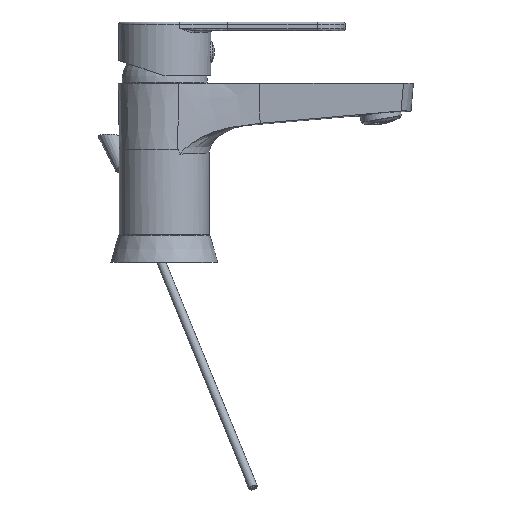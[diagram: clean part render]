
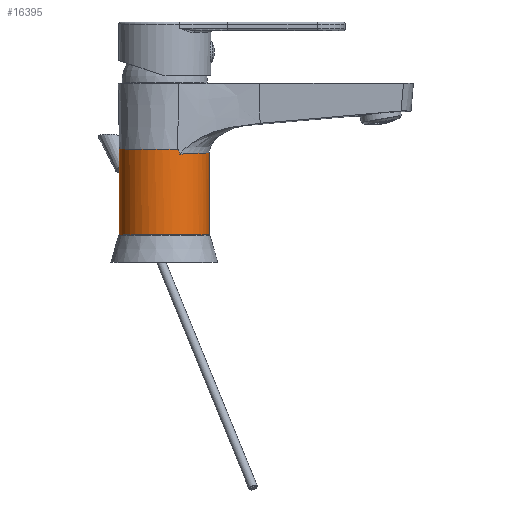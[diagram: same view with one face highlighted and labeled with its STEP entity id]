
A CAD part, top view. The second image highlights one B-rep face of the part: STEP entity #16395.
In plain terms, the highlighted cylindrical face has radius 21 mm (diameter 42 mm), a partial arc.
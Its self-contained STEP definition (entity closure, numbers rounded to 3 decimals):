
#288 = CARTESIAN_POINT ( 'NONE',  ( 6.816, 38.961, 19.863 ) ) ;
#2627 = AXIS2_PLACEMENT_3D ( 'NONE', #61077, #3792, #62196 ) ;
#3792 = DIRECTION ( 'NONE',  ( 0., -1., 0. ) ) ;
#3919 = CARTESIAN_POINT ( 'NONE',  ( 19.707, 37.948, 7.333 ) ) ;
#4552 = DIRECTION ( 'NONE',  ( 0., -1., 0. ) ) ;
#4598 = CARTESIAN_POINT ( 'NONE',  ( 21., -0.182, 0. ) ) ;
#4663 = CARTESIAN_POINT ( 'NONE',  ( 17.817, 37.892, 11.129 ) ) ;
#4821 = CARTESIAN_POINT ( 'NONE',  ( 6.511, 39.537, 19.965 ) ) ;
#5019 = CARTESIAN_POINT ( 'NONE',  ( 15.566, 37.826, 14.106 ) ) ;
#5412 = CARTESIAN_POINT ( 'NONE',  ( 13.258, 37.721, 16.295 ) ) ;
#5711 = AXIS2_PLACEMENT_3D ( 'NONE', #15377, #10482, #16114 ) ;
#7484 = CARTESIAN_POINT ( 'NONE',  ( 6.154, 39.755, 20.078 ) ) ;
#10482 = DIRECTION ( 'NONE',  ( 0., -1., 0. ) ) ;
#10492 = CARTESIAN_POINT ( 'NONE',  ( 6.154, 39.755, 20.078 ) ) ;
#10686 = CARTESIAN_POINT ( 'NONE',  ( 18.358, 37.91, 10.212 ) ) ;
#11045 = CARTESIAN_POINT ( 'NONE',  ( 20.574, 37.966, 4.243 ) ) ;
#12068 = ORIENTED_EDGE ( 'NONE', *, *, #37018, .T. ) ;
#13600 = ORIENTED_EDGE ( 'NONE', *, *, #57208, .T. ) ;
#15377 = CARTESIAN_POINT ( 'NONE',  ( 0., -0.182, 0. ) ) ;
#15467 = CARTESIAN_POINT ( 'NONE',  ( 21., 0., 0. ) ) ;
#15723 = VERTEX_POINT ( 'NONE', #24446 ) ;
#15946 = CARTESIAN_POINT ( 'NONE',  ( 14.456, 37.768, 15.242 ) ) ;
#16114 = DIRECTION ( 'NONE',  ( 0., 0., 1. ) ) ;
#16124 = CARTESIAN_POINT ( 'NONE',  ( 6.572, 39.445, 19.945 ) ) ;
#16395 = ADVANCED_FACE ( 'NONE', ( #49369 ), #55398, .T. ) ;
#16681 = CARTESIAN_POINT ( 'NONE',  ( 21., 37.974, 0. ) ) ;
#19647 = VECTOR ( 'NONE', #4552, 1000. ) ;
#20876 = CARTESIAN_POINT ( 'NONE',  ( 9.22, 37.536, 18.875 ) ) ;
#21259 = CARTESIAN_POINT ( 'NONE',  ( 16.913, 37.871, 12.46 ) ) ;
#22163 = CARTESIAN_POINT ( 'NONE',  ( 7.15, 37.923, 19.746 ) ) ;
#22372 = CARTESIAN_POINT ( 'NONE',  ( 16.591, 37.864, 12.886 ) ) ;
#22683 = VERTEX_POINT ( 'NONE', #62796 ) ;
#23281 = CARTESIAN_POINT ( 'NONE',  ( 7.038, 38.348, 19.786 ) ) ;
#24093 = DIRECTION ( 'NONE',  ( 0., -1., 0. ) ) ;
#24446 = CARTESIAN_POINT ( 'NONE',  ( -21., -0.182, 0. ) ) ;
#26898 = CARTESIAN_POINT ( 'NONE',  ( 20.675, 37.967, 3.719 ) ) ;
#27793 = CARTESIAN_POINT ( 'NONE',  ( 6.208, 39.755, 20.062 ) ) ;
#28006 = CARTESIAN_POINT ( 'NONE',  ( 20.898, 37.961, 2.136 ) ) ;
#28389 = CARTESIAN_POINT ( 'NONE',  ( 20.331, 37.957, 5.286 ) ) ;
#30690 = CARTESIAN_POINT ( 'NONE',  ( 10.625, 37.603, 18.122 ) ) ;
#30998 = EDGE_CURVE ( 'NONE', #22683, #66200, #68544, .T. ) ;
#32178 = CARTESIAN_POINT ( 'NONE',  ( 7.253, 37.498, 19.708 ) ) ;
#32532 = CARTESIAN_POINT ( 'NONE',  ( 14.836, 37.789, 14.872 ) ) ;
#33297 = CARTESIAN_POINT ( 'NONE',  ( 21., 37.973, 0.537 ) ) ;
#33463 = CARTESIAN_POINT ( 'NONE',  ( 6.397, 39.653, 20.002 ) ) ;
#33815 = CARTESIAN_POINT ( 'NONE',  ( 7.253, 37.498, 19.708 ) ) ;
#37018 = EDGE_CURVE ( 'NONE', #40768, #15723, #50980, .T. ) ;
#38156 = ORIENTED_EDGE ( 'NONE', *, *, #30998, .F. ) ;
#38561 = CARTESIAN_POINT ( 'NONE',  ( 11.972, 37.656, 17.261 ) ) ;
#38624 = ORIENTED_EDGE ( 'NONE', *, *, #67938, .F. ) ;
#39703 = B_SPLINE_CURVE_WITH_KNOTS ( 'NONE', 3,
 ( #32178, #49491, #72471, #20876, #43869, #30690, #48009, #38561, #62306, #5412, #50600, #15946, #32532, #5019, #56629, #22372, #21259, #61932, #4663, #10686, #61542, #50991, #3919, #73570, #28389, #11045, #26898, #51372, #28006, #56277, #33297, #16681 ),
 .UNSPECIFIED., .F., .F.,
 ( 4, 2, 2, 2, 2, 2, 2, 2, 2, 2, 2, 2, 2, 2, 2, 4 ),
 ( 0., 0.002, 0.003, 0.005, 0.006, 0.008, 0.01, 0.011, 0.013, 0.014, 0.016, 0.019, 0.021, 0.022, 0.024, 0.026 ),
 .UNSPECIFIED. ) ;
#39850 = CARTESIAN_POINT ( 'NONE',  ( 6.26, 39.739, 20.045 ) ) ;
#40016 = EDGE_CURVE ( 'NONE', #66200, #15723, #47807, .T. ) ;
#40233 = CARTESIAN_POINT ( 'NONE',  ( 7.253, 37.498, 19.708 ) ) ;
#40768 = VERTEX_POINT ( 'NONE', #44947 ) ;
#43019 = CARTESIAN_POINT ( 'NONE',  ( 0., 39.755, 0. ) ) ;
#43869 = CARTESIAN_POINT ( 'NONE',  ( 9.695, 37.563, 18.636 ) ) ;
#44947 = CARTESIAN_POINT ( 'NONE',  ( -21., 39.755, 0. ) ) ;
#44998 = VERTEX_POINT ( 'NONE', #7484 ) ;
#47807 = CIRCLE ( 'NONE', #5711, 21. ) ;
#48009 = CARTESIAN_POINT ( 'NONE',  ( 11.081, 37.615, 17.847 ) ) ;
#49369 = FACE_OUTER_BOUND ( 'NONE', #58878, .T. ) ;
#49491 = CARTESIAN_POINT ( 'NONE',  ( 7.757, 37.496, 19.522 ) ) ;
#49519 = B_SPLINE_CURVE_WITH_KNOTS ( 'NONE', 3,
 ( #10492, #27793, #39850, #68119, #33463, #4821, #16124, #50775, #288, #23281, #22163, #40233 ),
 .UNSPECIFIED., .F., .F.,
 ( 4, 2, 2, 2, 2, 4 ),
 ( 0., 0., 0., 0.001, 0.001, 0.003 ),
 .UNSPECIFIED. ) ;
#49996 = CIRCLE ( 'NONE', #69230, 21. ) ;
#50600 = CARTESIAN_POINT ( 'NONE',  ( 13.667, 37.734, 15.953 ) ) ;
#50775 = CARTESIAN_POINT ( 'NONE',  ( 6.735, 39.162, 19.891 ) ) ;
#50980 = LINE ( 'NONE', #73952, #65707 ) ;
#50991 = CARTESIAN_POINT ( 'NONE',  ( 19.312, 37.935, 8.318 ) ) ;
#51372 = CARTESIAN_POINT ( 'NONE',  ( 20.837, 37.962, 2.666 ) ) ;
#54201 = EDGE_CURVE ( 'NONE', #44998, #54258, #49519, .T. ) ;
#54258 = VERTEX_POINT ( 'NONE', #33815 ) ;
#55398 = CYLINDRICAL_SURFACE ( 'NONE', #2627, 21. ) ;
#56277 = CARTESIAN_POINT ( 'NONE',  ( 20.979, 37.967, 1.072 ) ) ;
#56629 = CARTESIAN_POINT ( 'NONE',  ( 15.917, 37.841, 13.708 ) ) ;
#57208 = EDGE_CURVE ( 'NONE', #44998, #40768, #49996, .T. ) ;
#58878 = EDGE_LOOP ( 'NONE', ( #38624, #74465, #13600, #12068, #67397, #38156 ) ) ;
#61077 = CARTESIAN_POINT ( 'NONE',  ( 0., -1., 0. ) ) ;
#61542 = CARTESIAN_POINT ( 'NONE',  ( 18.61, 37.919, 9.744 ) ) ;
#61932 = CARTESIAN_POINT ( 'NONE',  ( 17.527, 37.885, 11.581 ) ) ;
#62196 = DIRECTION ( 'NONE',  ( 1., 0., 0. ) ) ;
#62306 = CARTESIAN_POINT ( 'NONE',  ( 12.41, 37.683, 16.949 ) ) ;
#62796 = CARTESIAN_POINT ( 'NONE',  ( 21., 37.974, 0. ) ) ;
#65617 = DIRECTION ( 'NONE',  ( 0., 0., 1. ) ) ;
#65707 = VECTOR ( 'NONE', #24093, 1000. ) ;
#66200 = VERTEX_POINT ( 'NONE', #4598 ) ;
#67397 = ORIENTED_EDGE ( 'NONE', *, *, #40016, .F. ) ;
#67938 = EDGE_CURVE ( 'NONE', #54258, #22683, #39703, .T. ) ;
#68119 = CARTESIAN_POINT ( 'NONE',  ( 6.354, 39.688, 20.016 ) ) ;
#68544 = LINE ( 'NONE', #15467, #19647 ) ;
#69230 = AXIS2_PLACEMENT_3D ( 'NONE', #43019, #70532, #65617 ) ;
#70532 = DIRECTION ( 'NONE',  ( 0., -1., 0. ) ) ;
#72471 = CARTESIAN_POINT ( 'NONE',  ( 8.251, 37.503, 19.318 ) ) ;
#73570 = CARTESIAN_POINT ( 'NONE',  ( 20.189, 37.953, 5.806 ) ) ;
#73952 = CARTESIAN_POINT ( 'NONE',  ( -21., 0., 0. ) ) ;
#74465 = ORIENTED_EDGE ( 'NONE', *, *, #54201, .F. ) ;
